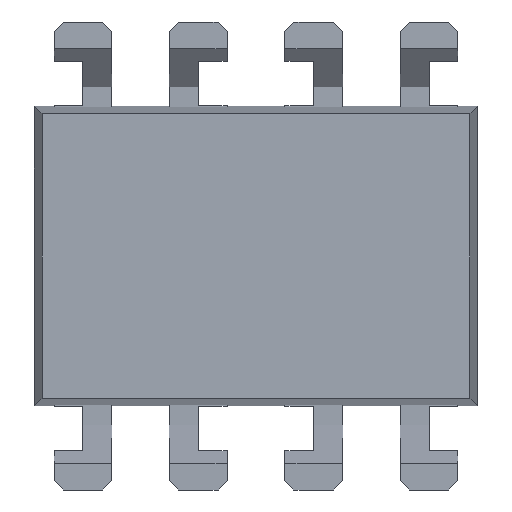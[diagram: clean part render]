
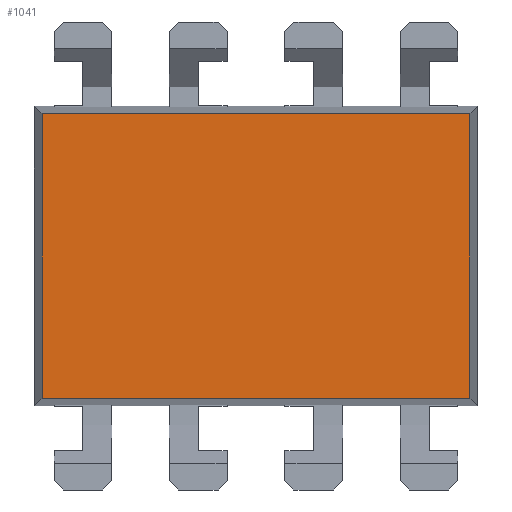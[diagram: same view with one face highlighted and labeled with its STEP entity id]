
A CAD part, front view. The second image highlights one B-rep face of the part: STEP entity #1041.
In plain terms, the highlighted planar face has unit normal (0, -1, 0).
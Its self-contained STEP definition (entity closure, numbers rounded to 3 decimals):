
#115 = ORIENTED_EDGE ( 'NONE', *, *, #1333, .F. ) ;
#137 = LINE ( 'NONE', #4245, #1514 ) ;
#245 = DIRECTION ( 'NONE',  ( 0., 0., 1. ) ) ;
#297 = EDGE_LOOP ( 'NONE', ( #115, #3225, #3082, #3152 ) ) ;
#413 = VERTEX_POINT ( 'NONE', #3131 ) ;
#479 = CARTESIAN_POINT ( 'NONE',  ( 4.709, -1.9, -3.134 ) ) ;
#692 = DIRECTION ( 'NONE',  ( 0., 1., 0. ) ) ;
#886 = VECTOR ( 'NONE', #1072, 1000. ) ;
#899 = CARTESIAN_POINT ( 'NONE',  ( -4.709, -1.9, 3.134 ) ) ;
#933 = CARTESIAN_POINT ( 'NONE',  ( 4.709, -1.9, 3.134 ) ) ;
#967 = FACE_OUTER_BOUND ( 'NONE', #297, .T. ) ;
#1022 = PLANE ( 'NONE',  #3754 ) ;
#1041 = ADVANCED_FACE ( 'NONE', ( #967 ), #1022, .F. ) ;
#1072 = DIRECTION ( 'NONE',  ( -1., 0., 0. ) ) ;
#1333 = EDGE_CURVE ( 'NONE', #1664, #1849, #137, .T. ) ;
#1514 = VECTOR ( 'NONE', #1900, 1000. ) ;
#1664 = VERTEX_POINT ( 'NONE', #933 ) ;
#1849 = VERTEX_POINT ( 'NONE', #479 ) ;
#1900 = DIRECTION ( 'NONE',  ( 0., 0., -1. ) ) ;
#2086 = DIRECTION ( 'NONE',  ( 0., 0., 1. ) ) ;
#2366 = EDGE_CURVE ( 'NONE', #4095, #1664, #4075, .T. ) ;
#2681 = VECTOR ( 'NONE', #3413, 1000. ) ;
#2748 = CARTESIAN_POINT ( 'NONE',  ( 0., -1.9, 3.134 ) ) ;
#3082 = ORIENTED_EDGE ( 'NONE', *, *, #4485, .F. ) ;
#3094 = LINE ( 'NONE', #4431, #3808 ) ;
#3131 = CARTESIAN_POINT ( 'NONE',  ( -4.709, -1.9, -3.134 ) ) ;
#3152 = ORIENTED_EDGE ( 'NONE', *, *, #3384, .F. ) ;
#3225 = ORIENTED_EDGE ( 'NONE', *, *, #2366, .F. ) ;
#3384 = EDGE_CURVE ( 'NONE', #1849, #413, #3484, .T. ) ;
#3413 = DIRECTION ( 'NONE',  ( 1., 0., 0. ) ) ;
#3484 = LINE ( 'NONE', #3811, #886 ) ;
#3754 = AXIS2_PLACEMENT_3D ( 'NONE', #4133, #692, #2086 ) ;
#3808 = VECTOR ( 'NONE', #245, 1000. ) ;
#3811 = CARTESIAN_POINT ( 'NONE',  ( 0., -1.9, -3.134 ) ) ;
#4075 = LINE ( 'NONE', #2748, #2681 ) ;
#4095 = VERTEX_POINT ( 'NONE', #899 ) ;
#4133 = CARTESIAN_POINT ( 'NONE',  ( 0., -1.9, 0. ) ) ;
#4245 = CARTESIAN_POINT ( 'NONE',  ( 4.709, -1.9, 0. ) ) ;
#4431 = CARTESIAN_POINT ( 'NONE',  ( -4.709, -1.9, 0. ) ) ;
#4485 = EDGE_CURVE ( 'NONE', #413, #4095, #3094, .T. ) ;
